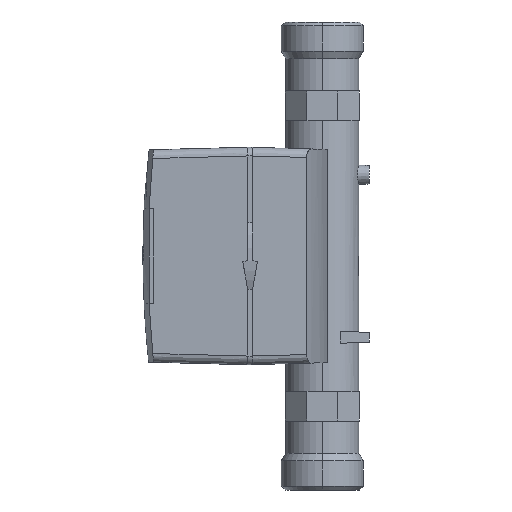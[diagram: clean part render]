
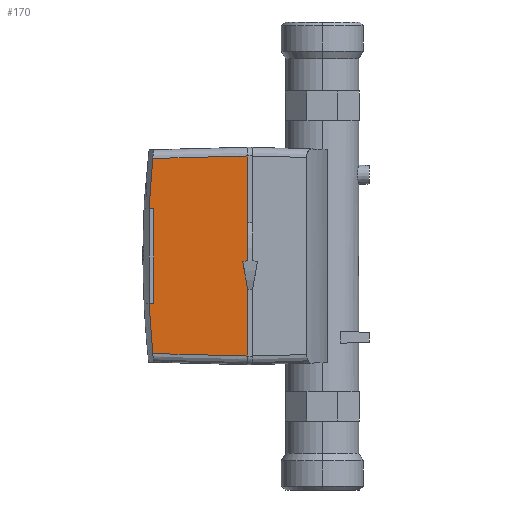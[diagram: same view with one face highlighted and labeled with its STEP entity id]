
A CAD part, left-side view. The second image highlights one B-rep face of the part: STEP entity #170.
In plain terms, the highlighted planar face has unit normal (-1, 0.026, 0).
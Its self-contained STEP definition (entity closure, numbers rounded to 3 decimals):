
#55 = EDGE_CURVE ( 'NONE', #2671, #2965, #1375, .T. ) ;
#66 =( BOUNDED_CURVE ( )  B_SPLINE_CURVE ( 3, ( #2982, #4389, #3080, #5256 ),
 .UNSPECIFIED., .F., .T. ) 
 B_SPLINE_CURVE_WITH_KNOTS ( ( 4, 4 ),
 ( 3.139, 3.142 ),
 .UNSPECIFIED. ) 
 CURVE ( )  GEOMETRIC_REPRESENTATION_ITEM ( )  RATIONAL_B_SPLINE_CURVE ( ( 1., 1., 1., 1. ) ) 
 REPRESENTATION_ITEM ( '' )  );
#118 = CARTESIAN_POINT ( 'NONE',  ( -40.228, 68.333, 60. ) ) ;
#170 = ADVANCED_FACE ( 'NONE', ( #3042 ), #779, .F. ) ;
#356 = VERTEX_POINT ( 'NONE', #2991 ) ;
#367 = CARTESIAN_POINT ( 'NONE',  ( -40.386, 62.31, 39.774 ) ) ;
#382 = VERTEX_POINT ( 'NONE', #5223 ) ;
#389 = ORIENTED_EDGE ( 'NONE', *, *, #1316, .F. ) ;
#437 = VERTEX_POINT ( 'NONE', #607 ) ;
#511 = CARTESIAN_POINT ( 'NONE',  ( -40.215, 68.819, 39.604 ) ) ;
#514 = CARTESIAN_POINT ( 'NONE',  ( -41.223, 30.312, -40.6 ) ) ;
#607 = CARTESIAN_POINT ( 'NONE',  ( -40.228, 68.333, -19.25 ) ) ;
#608 = CARTESIAN_POINT ( 'NONE',  ( -40.215, 68.819, 39.604 ) ) ;
#779 = PLANE ( 'NONE',  #1466 ) ;
#847 = B_SPLINE_CURVE_WITH_KNOTS ( 'NONE', 3,
 ( #4599, #3719, #4159, #2034, #2051, #367, #1228 ),
 .UNSPECIFIED., .F., .F.,
 ( 4, 3, 4 ),
 ( 0., 0.019, 0.039 ),
 .UNSPECIFIED. ) ;
#869 = ORIENTED_EDGE ( 'NONE', *, *, #2623, .F. ) ;
#1056 = DIRECTION ( 'NONE',  ( 0., 0., -1. ) ) ;
#1078 = CARTESIAN_POINT ( 'NONE',  ( -41.223, 30.313, -40.61 ) ) ;
#1104 = LINE ( 'NONE', #118, #4203 ) ;
#1137 = CARTESIAN_POINT ( 'NONE',  ( -40.386, 62.31, -39.774 ) ) ;
#1145 = VERTEX_POINT ( 'NONE', #3304 ) ;
#1170 = VECTOR ( 'NONE', #2642, 1000. ) ;
#1228 = CARTESIAN_POINT ( 'NONE',  ( -40.215, 68.819, 39.604 ) ) ;
#1250 = ORIENTED_EDGE ( 'NONE', *, *, #4848, .T. ) ;
#1316 = EDGE_CURVE ( 'NONE', #1145, #4307, #1832, .T. ) ;
#1342 = VECTOR ( 'NONE', #4477, 1000. ) ;
#1375 = LINE ( 'NONE', #4074, #2640 ) ;
#1377 = CARTESIAN_POINT ( 'NONE',  ( -41.307, 27.14, -1.89 ) ) ;
#1466 = AXIS2_PLACEMENT_3D ( 'NONE', #2515, #4240, #3379 ) ;
#1485 = CARTESIAN_POINT ( 'NONE',  ( -40.176, 70.333, 19.25 ) ) ;
#1489 = EDGE_CURVE ( 'NONE', #5265, #1651, #847, .T. ) ;
#1514 = CARTESIAN_POINT ( 'NONE',  ( -40.727, 49.291, -40.114 ) ) ;
#1531 = EDGE_LOOP ( 'NONE', ( #5264, #5140, #3555, #2503, #5405, #1250, #389, #869, #4810, #5499, #2195, #1595, #2999 ) ) ;
#1595 = ORIENTED_EDGE ( 'NONE', *, *, #4982, .T. ) ;
#1651 = VERTEX_POINT ( 'NONE', #511 ) ;
#1793 = CARTESIAN_POINT ( 'NONE',  ( -41.25, 29.3, -19.25 ) ) ;
#1832 = LINE ( 'NONE', #1946, #2031 ) ;
#1847 = CARTESIAN_POINT ( 'NONE',  ( -41.224, 30.312, 40.6 ) ) ;
#1912 = CARTESIAN_POINT ( 'NONE',  ( -40.898, 42.749, 57.645 ) ) ;
#1946 = CARTESIAN_POINT ( 'NONE',  ( -41.25, 29.3, 19.25 ) ) ;
#1973 = B_SPLINE_CURVE_WITH_KNOTS ( 'NONE', 3,
 ( #608, #3600, #3996, #1485 ),
 .UNSPECIFIED., .F., .F.,
 ( 4, 4 ),
 ( 0.021, 0.041 ),
 .UNSPECIFIED. ) ;
#2031 = VECTOR ( 'NONE', #2439, 1000. ) ;
#2034 = CARTESIAN_POINT ( 'NONE',  ( -40.727, 49.291, 40.114 ) ) ;
#2051 = CARTESIAN_POINT ( 'NONE',  ( -40.556, 55.801, 39.944 ) ) ;
#2195 = ORIENTED_EDGE ( 'NONE', *, *, #3072, .T. ) ;
#2208 = CARTESIAN_POINT ( 'NONE',  ( -40.197, 69.498, -32.837 ) ) ;
#2216 = CARTESIAN_POINT ( 'NONE',  ( -41.224, 30.312, 40.603 ) ) ;
#2242 = CARTESIAN_POINT ( 'NONE',  ( -41.224, 30.312, 60. ) ) ;
#2439 = DIRECTION ( 'NONE',  ( 0.026, 1., 0. ) ) ;
#2503 = ORIENTED_EDGE ( 'NONE', *, *, #3030, .T. ) ;
#2515 = CARTESIAN_POINT ( 'NONE',  ( -41.25, 29.3, 60. ) ) ;
#2520 = EDGE_CURVE ( 'NONE', #2624, #356, #3739, .T. ) ;
#2545 = LINE ( 'NONE', #1793, #3997 ) ;
#2617 = VECTOR ( 'NONE', #4344, 1000. ) ;
#2623 = EDGE_CURVE ( 'NONE', #437, #1145, #1104, .T. ) ;
#2624 = VERTEX_POINT ( 'NONE', #3929 ) ;
#2633 = EDGE_CURVE ( 'NONE', #2863, #2624, #3616, .T. ) ;
#2640 = VECTOR ( 'NONE', #1056, 1000. ) ;
#2642 = DIRECTION ( 'NONE',  ( 0., 0., -1. ) ) ;
#2671 = VERTEX_POINT ( 'NONE', #3035 ) ;
#2791 = CARTESIAN_POINT ( 'NONE',  ( -41.058, 36.639, -40.445 ) ) ;
#2863 = VERTEX_POINT ( 'NONE', #4730 ) ;
#2868 = B_SPLINE_CURVE_WITH_KNOTS ( 'NONE', 3,
 ( #3450, #4299, #2208, #4245 ),
 .UNSPECIFIED., .F., .F.,
 ( 4, 4 ),
 ( 0.079, 0.1 ),
 .UNSPECIFIED. ) ;
#2965 = VERTEX_POINT ( 'NONE', #514 ) ;
#2982 = CARTESIAN_POINT ( 'NONE',  ( -41.223, 30.313, -40.61 ) ) ;
#2985 = EDGE_CURVE ( 'NONE', #382, #437, #2545, .T. ) ;
#2991 = CARTESIAN_POINT ( 'NONE',  ( -41.171, 32.3, -2.07 ) ) ;
#2999 = ORIENTED_EDGE ( 'NONE', *, *, #55, .F. ) ;
#3030 = EDGE_CURVE ( 'NONE', #2863, #5265, #4019, .T. ) ;
#3035 = CARTESIAN_POINT ( 'NONE',  ( -41.223, 30.312, -13.431 ) ) ;
#3042 = FACE_OUTER_BOUND ( 'NONE', #1531, .T. ) ;
#3072 = EDGE_CURVE ( 'NONE', #4519, #4399, #4769, .T. ) ;
#3080 = CARTESIAN_POINT ( 'NONE',  ( -41.223, 30.312, -40.603 ) ) ;
#3150 = LINE ( 'NONE', #1912, #1342 ) ;
#3274 = CARTESIAN_POINT ( 'NONE',  ( -41.223, 30.313, -40.61 ) ) ;
#3304 = CARTESIAN_POINT ( 'NONE',  ( -40.228, 68.333, 19.25 ) ) ;
#3379 = DIRECTION ( 'NONE',  ( 0.026, 1., 0. ) ) ;
#3450 = CARTESIAN_POINT ( 'NONE',  ( -40.176, 70.333, -19.25 ) ) ;
#3451 = DIRECTION ( 'NONE',  ( 0., 0., 1. ) ) ;
#3498 = CARTESIAN_POINT ( 'NONE',  ( -41.223, 30.312, 40.607 ) ) ;
#3555 = ORIENTED_EDGE ( 'NONE', *, *, #2633, .F. ) ;
#3564 = EDGE_CURVE ( 'NONE', #356, #2671, #3150, .T. ) ;
#3590 = CARTESIAN_POINT ( 'NONE',  ( -40.215, 68.819, -39.604 ) ) ;
#3600 = CARTESIAN_POINT ( 'NONE',  ( -40.197, 69.498, 32.837 ) ) ;
#3616 = LINE ( 'NONE', #2242, #1170 ) ;
#3719 = CARTESIAN_POINT ( 'NONE',  ( -41.058, 36.639, 40.445 ) ) ;
#3739 = LINE ( 'NONE', #1377, #2617 ) ;
#3917 = CARTESIAN_POINT ( 'NONE',  ( -41.223, 30.313, 40.61 ) ) ;
#3929 = CARTESIAN_POINT ( 'NONE',  ( -41.223, 30.312, -2. ) ) ;
#3996 = CARTESIAN_POINT ( 'NONE',  ( -40.184, 70.003, 26.052 ) ) ;
#3997 = VECTOR ( 'NONE', #4330, 1000. ) ;
#4019 =( BOUNDED_CURVE ( )  B_SPLINE_CURVE ( 3, ( #1847, #2216, #3498, #3917 ),
 .UNSPECIFIED., .F., .T. ) 
 B_SPLINE_CURVE_WITH_KNOTS ( ( 4, 4 ),
 ( 0., 0.003 ),
 .UNSPECIFIED. ) 
 CURVE ( )  GEOMETRIC_REPRESENTATION_ITEM ( )  RATIONAL_B_SPLINE_CURVE ( ( 1., 1., 1., 1. ) ) 
 REPRESENTATION_ITEM ( '' )  );
#4043 = CARTESIAN_POINT ( 'NONE',  ( -40.556, 55.801, -39.944 ) ) ;
#4061 = CARTESIAN_POINT ( 'NONE',  ( -40.892, 42.965, -40.28 ) ) ;
#4074 = CARTESIAN_POINT ( 'NONE',  ( -41.224, 30.312, 60. ) ) ;
#4159 = CARTESIAN_POINT ( 'NONE',  ( -40.892, 42.965, 40.28 ) ) ;
#4203 = VECTOR ( 'NONE', #3451, 1000. ) ;
#4240 = DIRECTION ( 'NONE',  ( 1., -0.026, 0. ) ) ;
#4245 = CARTESIAN_POINT ( 'NONE',  ( -40.215, 68.819, -39.604 ) ) ;
#4299 = CARTESIAN_POINT ( 'NONE',  ( -40.184, 70.003, -26.05 ) ) ;
#4307 = VERTEX_POINT ( 'NONE', #5213 ) ;
#4330 = DIRECTION ( 'NONE',  ( -0.026, -1., 0. ) ) ;
#4344 = DIRECTION ( 'NONE',  ( 0.026, 0.999, -0.035 ) ) ;
#4389 = CARTESIAN_POINT ( 'NONE',  ( -41.223, 30.312, -40.607 ) ) ;
#4399 = VERTEX_POINT ( 'NONE', #3274 ) ;
#4477 = DIRECTION ( 'NONE',  ( -0.005, -0.172, -0.985 ) ) ;
#4519 = VERTEX_POINT ( 'NONE', #5024 ) ;
#4599 = CARTESIAN_POINT ( 'NONE',  ( -41.223, 30.313, 40.61 ) ) ;
#4730 = CARTESIAN_POINT ( 'NONE',  ( -41.224, 30.312, 40.6 ) ) ;
#4769 = B_SPLINE_CURVE_WITH_KNOTS ( 'NONE', 3,
 ( #3590, #1137, #4043, #1514, #4061, #2791, #1078 ),
 .UNSPECIFIED., .F., .F.,
 ( 4, 3, 4 ),
 ( 0., 0.02, 0.039 ),
 .UNSPECIFIED. ) ;
#4810 = ORIENTED_EDGE ( 'NONE', *, *, #2985, .F. ) ;
#4848 = EDGE_CURVE ( 'NONE', #1651, #4307, #1973, .T. ) ;
#4982 = EDGE_CURVE ( 'NONE', #4399, #2965, #66, .T. ) ;
#5008 = CARTESIAN_POINT ( 'NONE',  ( -41.223, 30.313, 40.61 ) ) ;
#5024 = CARTESIAN_POINT ( 'NONE',  ( -40.215, 68.819, -39.604 ) ) ;
#5140 = ORIENTED_EDGE ( 'NONE', *, *, #2520, .F. ) ;
#5213 = CARTESIAN_POINT ( 'NONE',  ( -40.176, 70.333, 19.25 ) ) ;
#5223 = CARTESIAN_POINT ( 'NONE',  ( -40.176, 70.333, -19.25 ) ) ;
#5256 = CARTESIAN_POINT ( 'NONE',  ( -41.223, 30.312, -40.6 ) ) ;
#5264 = ORIENTED_EDGE ( 'NONE', *, *, #3564, .F. ) ;
#5265 = VERTEX_POINT ( 'NONE', #5008 ) ;
#5392 = EDGE_CURVE ( 'NONE', #382, #4519, #2868, .T. ) ;
#5405 = ORIENTED_EDGE ( 'NONE', *, *, #1489, .T. ) ;
#5499 = ORIENTED_EDGE ( 'NONE', *, *, #5392, .T. ) ;
